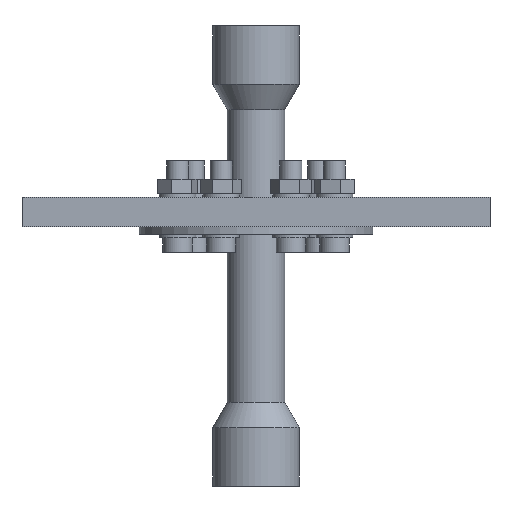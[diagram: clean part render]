
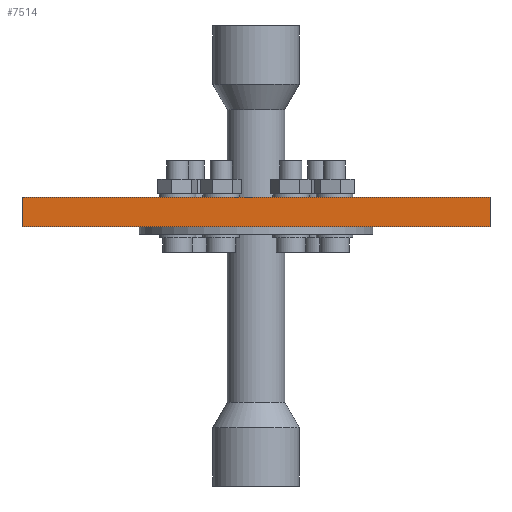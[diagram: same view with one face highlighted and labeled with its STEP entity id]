
A CAD part, front view. The second image highlights one B-rep face of the part: STEP entity #7514.
In plain terms, the highlighted planar face has unit normal (0, -1, 0).
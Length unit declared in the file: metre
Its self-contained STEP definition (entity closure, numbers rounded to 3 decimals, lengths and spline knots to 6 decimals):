
#116 = CARTESIAN_POINT('NONE', (-0.1016, -0.1016, -0));
#117 = VERTEX_POINT('NONE', #116);
#118 = CARTESIAN_POINT('NONE', (0.1016, -0.1016, -0));
#119 = VERTEX_POINT('NONE', #118);
#120 = CARTESIAN_POINT('NONE', (0.1016, -0.1016, 0.0127));
#121 = VERTEX_POINT('NONE', #120);
#122 = CARTESIAN_POINT('NONE', (-0.1016, -0.1016, 0.0127));
#123 = VERTEX_POINT('NONE', #122);
#1174 = DIRECTION('NONE', (1, 0, 0));
#1175 = VECTOR('NONE', #1174, 1);
#1176 = CARTESIAN_POINT('NONE', (-0.1016, -0.1016, -0));
#1177 = LINE('NONE', #1176, #1175);
#1178 = DIRECTION('NONE', (0, 0, 1));
#1179 = VECTOR('NONE', #1178, 1);
#1180 = CARTESIAN_POINT('NONE', (0.1016, -0.1016, -0));
#1181 = LINE('NONE', #1180, #1179);
#1182 = DIRECTION('NONE', (1, 0, 0));
#1183 = VECTOR('NONE', #1182, 1);
#1184 = CARTESIAN_POINT('NONE', (-0.1016, -0.1016, 0.0127));
#1185 = LINE('NONE', #1184, #1183);
#1186 = DIRECTION('NONE', (0, 0, 1));
#1187 = VECTOR('NONE', #1186, 1);
#1188 = CARTESIAN_POINT('NONE', (-0.1016, -0.1016, -0));
#1189 = LINE('NONE', #1188, #1187);
#3552 = EDGE_CURVE('NONE', #117, #119, #1177, .T.);
#3553 = EDGE_CURVE('NONE', #119, #121, #1181, .T.);
#3554 = EDGE_CURVE('NONE', #123, #121, #1185, .T.);
#3555 = EDGE_CURVE('NONE', #117, #123, #1189, .T.);
#4188 = ORIENTED_EDGE('NONE', *, *, #3552, .T.);
#4189 = ORIENTED_EDGE('NONE', *, *, #3553, .T.);
#4190 = ORIENTED_EDGE('NONE', *, *, #3554, .F.);
#4191 = ORIENTED_EDGE('NONE', *, *, #3555, .F.);
#4192 = EDGE_LOOP('NONE', (#4188, #4189, #4190, #4191));
#5665 = CARTESIAN_POINT('NONE', (0, -0.1016, 0.00635));
#5666 = DIRECTION('NONE', (0, -1, 0));
#5667 = AXIS2_PLACEMENT_3D('NONE', #5665, #5666, $);
#5668 = PLANE('NONE', #5667);
#7513 = FACE_OUTER_BOUND('NONE', #4192, .T.);
#7514 = ADVANCED_FACE('NONE', (#7513), #5668, .T.);
